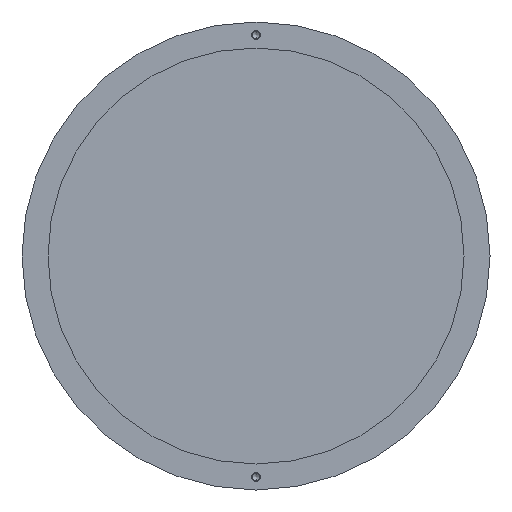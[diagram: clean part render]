
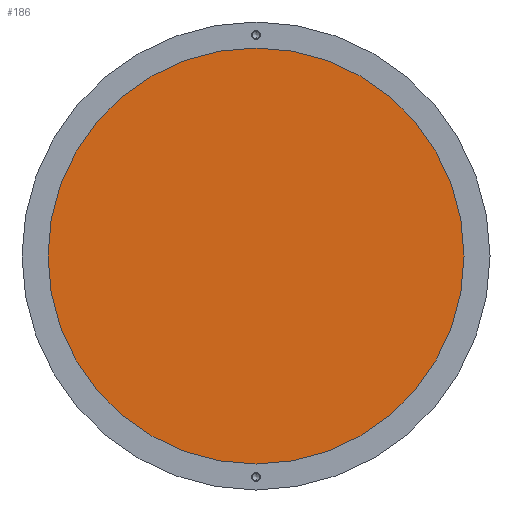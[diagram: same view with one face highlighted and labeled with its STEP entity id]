
A CAD part, left-side view. The second image highlights one B-rep face of the part: STEP entity #186.
In plain terms, the highlighted planar face has unit normal (-1, 0, 0).
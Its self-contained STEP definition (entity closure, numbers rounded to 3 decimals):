
#1 = CARTESIAN_POINT ( 'NONE',  ( -0.001, 0., 0. ) ) ;
#3 = EDGE_LOOP ( 'NONE', ( #195, #375 ) ) ;
#11 = DIRECTION ( 'NONE',  ( 0., 0., -1. ) ) ;
#40 = AXIS2_PLACEMENT_3D ( 'NONE', #428, #325, #584 ) ;
#43 = DIRECTION ( 'NONE',  ( 1., 0., 0. ) ) ;
#97 = CARTESIAN_POINT ( 'NONE',  ( -0.001, 0., 0. ) ) ;
#183 = AXIS2_PLACEMENT_3D ( 'NONE', #1, #599, #11 ) ;
#186 = ADVANCED_FACE ( 'NONE', ( #479 ), #692, .F. ) ;
#195 = ORIENTED_EDGE ( 'NONE', *, *, #341, .F. ) ;
#226 = CIRCLE ( 'NONE', #40, 57.15 ) ;
#303 = CARTESIAN_POINT ( 'NONE',  ( -0.001, 0., 57.15 ) ) ;
#320 = DIRECTION ( 'NONE',  ( 0., 0., -1. ) ) ;
#325 = DIRECTION ( 'NONE',  ( 1., 0., 0. ) ) ;
#341 = EDGE_CURVE ( 'NONE', #702, #691, #226, .T. ) ;
#375 = ORIENTED_EDGE ( 'NONE', *, *, #478, .F. ) ;
#428 = CARTESIAN_POINT ( 'NONE',  ( -0.001, 0., 0. ) ) ;
#439 = AXIS2_PLACEMENT_3D ( 'NONE', #97, #43, #320 ) ;
#478 = EDGE_CURVE ( 'NONE', #691, #702, #652, .T. ) ;
#479 = FACE_OUTER_BOUND ( 'NONE', #3, .T. ) ;
#563 = CARTESIAN_POINT ( 'NONE',  ( -0.001, 0., -57.15 ) ) ;
#584 = DIRECTION ( 'NONE',  ( 0., 0., -1. ) ) ;
#599 = DIRECTION ( 'NONE',  ( 1., 0., 0. ) ) ;
#652 = CIRCLE ( 'NONE', #183, 57.15 ) ;
#691 = VERTEX_POINT ( 'NONE', #563 ) ;
#692 = PLANE ( 'NONE',  #439 ) ;
#702 = VERTEX_POINT ( 'NONE', #303 ) ;
